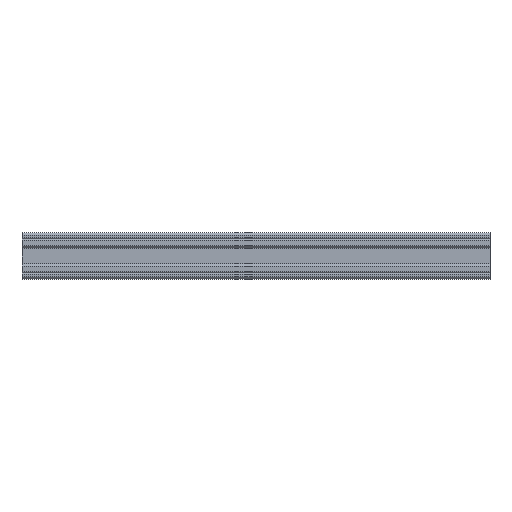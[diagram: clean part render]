
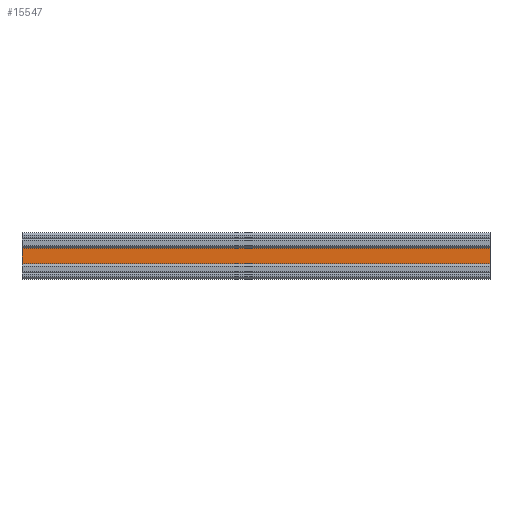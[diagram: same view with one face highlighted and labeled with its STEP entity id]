
A CAD part, left-side view. The second image highlights one B-rep face of the part: STEP entity #15547.
In plain terms, the highlighted planar face has unit normal (-1, 0, 0).
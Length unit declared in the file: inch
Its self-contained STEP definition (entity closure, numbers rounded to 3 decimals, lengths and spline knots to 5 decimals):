
#572 = DIRECTION ( 'NONE',  ( 0., 0., -1. ) ) ;
#897 = DIRECTION ( 'NONE',  ( 0., 0., 1. ) ) ;
#1895 = EDGE_CURVE ( 'NONE', #32406, #7927, #15171, .T. ) ;
#2142 = EDGE_CURVE ( 'NONE', #7927, #7724, #20134, .T. ) ;
#2235 = CARTESIAN_POINT ( 'NONE',  ( -0.2145, 0., 0.18217 ) ) ;
#3670 = VECTOR ( 'NONE', #20745, 39.37008 ) ;
#4450 = ORIENTED_EDGE ( 'NONE', *, *, #33648, .F. ) ;
#7219 = CARTESIAN_POINT ( 'NONE',  ( -0.2145, 7.5, 0. ) ) ;
#7336 = VERTEX_POINT ( 'NONE', #14076 ) ;
#7557 = CARTESIAN_POINT ( 'NONE',  ( -0.2145, 7.5, 0.18217 ) ) ;
#7657 = DIRECTION ( 'NONE',  ( 0., -1., 0. ) ) ;
#7724 = VERTEX_POINT ( 'NONE', #2235 ) ;
#7927 = VERTEX_POINT ( 'NONE', #13776 ) ;
#9834 = CARTESIAN_POINT ( 'NONE',  ( -0.2145, 7.5, -0.18217 ) ) ;
#10215 = EDGE_CURVE ( 'NONE', #7336, #7724, #18801, .T. ) ;
#13776 = CARTESIAN_POINT ( 'NONE',  ( -0.2145, 0., -0.18217 ) ) ;
#13845 = PLANE ( 'NONE',  #23899 ) ;
#13963 = CARTESIAN_POINT ( 'NONE',  ( -0.2145, 0., 0. ) ) ;
#14076 = CARTESIAN_POINT ( 'NONE',  ( -0.2145, 7.5, 0.18217 ) ) ;
#14354 = FACE_OUTER_BOUND ( 'NONE', #29058, .T. ) ;
#15171 = LINE ( 'NONE', #23413, #16008 ) ;
#15547 = ADVANCED_FACE ( 'NONE', ( #14354 ), #13845, .F. ) ;
#16008 = VECTOR ( 'NONE', #33913, 39.37008 ) ;
#17169 = VECTOR ( 'NONE', #7657, 39.37008 ) ;
#17764 = ORIENTED_EDGE ( 'NONE', *, *, #10215, .F. ) ;
#18801 = LINE ( 'NONE', #7557, #17169 ) ;
#20134 = LINE ( 'NONE', #13963, #20926 ) ;
#20745 = DIRECTION ( 'NONE',  ( 0., 0., 1. ) ) ;
#20926 = VECTOR ( 'NONE', #897, 39.37008 ) ;
#23413 = CARTESIAN_POINT ( 'NONE',  ( -0.2145, 7.5, -0.18217 ) ) ;
#23899 = AXIS2_PLACEMENT_3D ( 'NONE', #32390, #32060, #572 ) ;
#25669 = ORIENTED_EDGE ( 'NONE', *, *, #1895, .T. ) ;
#29058 = EDGE_LOOP ( 'NONE', ( #4450, #25669, #29981, #17764 ) ) ;
#29981 = ORIENTED_EDGE ( 'NONE', *, *, #2142, .T. ) ;
#32060 = DIRECTION ( 'NONE',  ( 1., 0., 0. ) ) ;
#32390 = CARTESIAN_POINT ( 'NONE',  ( -0.2145, 7.66603, 0. ) ) ;
#32406 = VERTEX_POINT ( 'NONE', #9834 ) ;
#32464 = LINE ( 'NONE', #7219, #3670 ) ;
#33648 = EDGE_CURVE ( 'NONE', #32406, #7336, #32464, .T. ) ;
#33913 = DIRECTION ( 'NONE',  ( 0., -1., 0. ) ) ;
